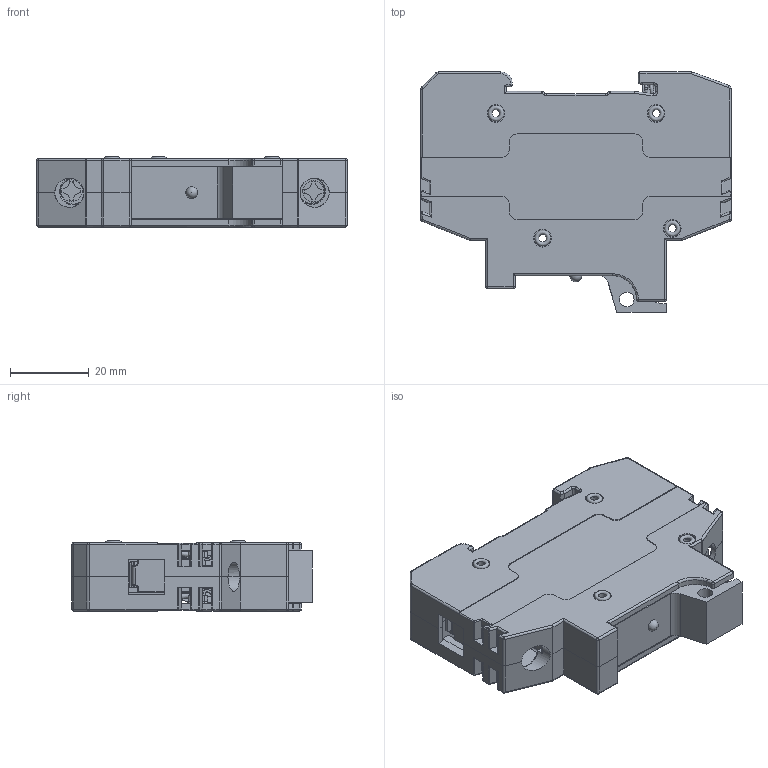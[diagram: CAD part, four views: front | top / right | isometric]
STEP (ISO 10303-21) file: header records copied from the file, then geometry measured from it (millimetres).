
FILE_DESCRIPTION(/* description */ (''),/* implementation_level */ '2;1');
FILE_NAME(/* name */ 'RT18-32B.stp',/* time_stamp */ '2022-10-13T09:04:30+08:00',/* author */ (''),/* organization */ (''),/* preprocessor_version */ 'ST-DEVELOPER v16',/* originating_system */ 'SIEMENS PLM Software NX 10.0',/* authorisation */ '');
FILE_SCHEMA (('CONFIG_CONTROL_DESIGN'));
Products named in the file (1): 32
Bounding box: 78.85 x 61.01 x 17.8 mm (x, y, z)
Volume: 32899.5 mm3; surface area: 38239.1 mm2
Topology: 18 solids, 18 shells, 1527 faces, 4124 edges, 2586 vertices
Faces by surface type: plane 787, cylinder 557, torus 86, bspline 45, sphere 39, cone 11, extrusion 2
Full cylindrical faces by diameter (mm): 1.3 x6, 2 x4, 2.5 x4, 2.8 x8, 3 x1, 3.7 x1, 3.8 x1, 4 x2, 4.5 x8, 5 x4, 5.5 x2, 5.75 x4, 6.5 x2, 6.8 x2, 7.2 x2, 8 x2
Entity records: 59539 total; most frequent: CARTESIAN_POINT 21271, DIRECTION 8071, ORIENTED_EDGE 7926, EDGE_CURVE 3963, AXIS2_PLACEMENT_3D 2773, VERTEX_POINT 2556, VECTOR 2525, LINE 2523
